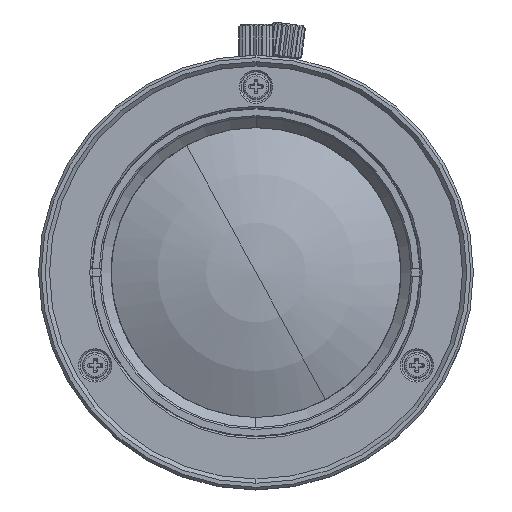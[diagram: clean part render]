
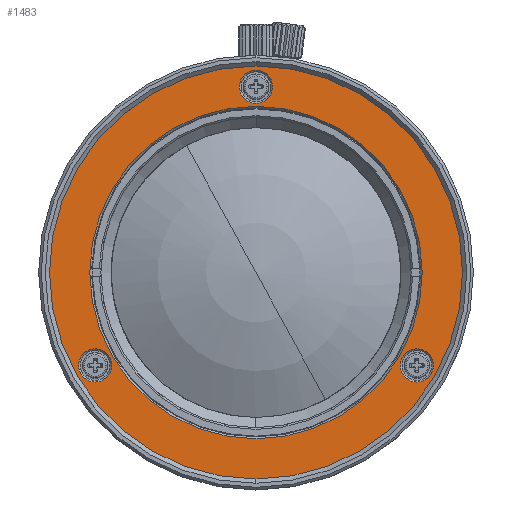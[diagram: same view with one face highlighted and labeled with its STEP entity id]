
A CAD part, top view. The second image highlights one B-rep face of the part: STEP entity #1483.
In plain terms, the highlighted planar face has unit normal (0, 0, 1).
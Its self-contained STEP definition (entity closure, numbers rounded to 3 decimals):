
#347=CARTESIAN_POINT('Axis2P3D Location',(0.,0.,88.445)) ;
#351=CARTESIAN_POINT('Vertex',(0.,24.5,88.445)) ;
#353=CARTESIAN_POINT('Vertex',(0.,-24.5,88.445)) ;
#382=CARTESIAN_POINT('Axis2P3D Location',(0.,0.,88.445)) ;
#410=CARTESIAN_POINT('Vertex',(0.,19.5,88.445)) ;
#413=CARTESIAN_POINT('Axis2P3D Location',(0.,0.,88.445)) ;
#417=CARTESIAN_POINT('Vertex',(0.,-19.5,88.445)) ;
#462=CARTESIAN_POINT('Axis2P3D Location',(0.,0.,88.445)) ;
#1271=CARTESIAN_POINT('Vertex',(20.829,-10.9,88.445)) ;
#1274=CARTESIAN_POINT('Axis2P3D Location',(18.879,-10.9,88.445)) ;
#1278=CARTESIAN_POINT('Vertex',(16.929,-10.9,88.445)) ;
#1298=CARTESIAN_POINT('Axis2P3D Location',(18.879,-10.9,88.445)) ;
#1362=CARTESIAN_POINT('Vertex',(-16.929,-10.9,88.445)) ;
#1365=CARTESIAN_POINT('Axis2P3D Location',(-18.879,-10.9,88.445)) ;
#1369=CARTESIAN_POINT('Vertex',(-20.829,-10.9,88.445)) ;
#1389=CARTESIAN_POINT('Axis2P3D Location',(-18.879,-10.9,88.445)) ;
#1444=CARTESIAN_POINT('Axis2P3D Location',(0.,24.5,88.445)) ;
#1453=CARTESIAN_POINT('Axis2P3D Location',(0.,21.8,88.445)) ;
#1457=CARTESIAN_POINT('Vertex',(-1.95,21.8,88.445)) ;
#1459=CARTESIAN_POINT('Vertex',(1.95,21.8,88.445)) ;
#1462=CARTESIAN_POINT('Axis2P3D Location',(0.,21.8,88.445)) ;
#348=DIRECTION('Axis2P3D Direction',(0.,0.,1.)) ;
#383=DIRECTION('Axis2P3D Direction',(0.,0.,1.)) ;
#414=DIRECTION('Axis2P3D Direction',(0.,0.,1.)) ;
#463=DIRECTION('Axis2P3D Direction',(0.,0.,1.)) ;
#1275=DIRECTION('Axis2P3D Direction',(0.,-0.,1.)) ;
#1299=DIRECTION('Axis2P3D Direction',(0.,0.,1.)) ;
#1366=DIRECTION('Axis2P3D Direction',(0.,0.,1.)) ;
#1390=DIRECTION('Axis2P3D Direction',(0.,-0.,1.)) ;
#1445=DIRECTION('Axis2P3D Direction',(0.,0.,1.)) ;
#1446=DIRECTION('Axis2P3D XDirection',(1.,0.,0.)) ;
#1454=DIRECTION('Axis2P3D Direction',(0.,0.,1.)) ;
#1463=DIRECTION('Axis2P3D Direction',(0.,0.,1.)) ;
#349=AXIS2_PLACEMENT_3D('Circle Axis2P3D',#347,#348,$) ;
#384=AXIS2_PLACEMENT_3D('Circle Axis2P3D',#382,#383,$) ;
#415=AXIS2_PLACEMENT_3D('Circle Axis2P3D',#413,#414,$) ;
#464=AXIS2_PLACEMENT_3D('Circle Axis2P3D',#462,#463,$) ;
#1276=AXIS2_PLACEMENT_3D('Circle Axis2P3D',#1274,#1275,$) ;
#1300=AXIS2_PLACEMENT_3D('Circle Axis2P3D',#1298,#1299,$) ;
#1367=AXIS2_PLACEMENT_3D('Circle Axis2P3D',#1365,#1366,$) ;
#1391=AXIS2_PLACEMENT_3D('Circle Axis2P3D',#1389,#1390,$) ;
#1447=AXIS2_PLACEMENT_3D('Plane Axis2P3D',#1444,#1445,#1446) ;
#1455=AXIS2_PLACEMENT_3D('Circle Axis2P3D',#1453,#1454,$) ;
#1464=AXIS2_PLACEMENT_3D('Circle Axis2P3D',#1462,#1463,$) ;
#1450=ORIENTED_EDGE('',*,*,#386,.T.) ;
#1451=ORIENTED_EDGE('',*,*,#355,.T.) ;
#1468=ORIENTED_EDGE('',*,*,#1461,.F.) ;
#1469=ORIENTED_EDGE('',*,*,#1466,.F.) ;
#1472=ORIENTED_EDGE('',*,*,#1393,.F.) ;
#1473=ORIENTED_EDGE('',*,*,#1371,.F.) ;
#1476=ORIENTED_EDGE('',*,*,#1302,.F.) ;
#1477=ORIENTED_EDGE('',*,*,#1280,.F.) ;
#1480=ORIENTED_EDGE('',*,*,#419,.F.) ;
#1481=ORIENTED_EDGE('',*,*,#466,.F.) ;
#1470=FACE_BOUND('',#1467,.T.) ;
#1474=FACE_BOUND('',#1471,.T.) ;
#1478=FACE_BOUND('',#1475,.T.) ;
#1482=FACE_BOUND('',#1479,.T.) ;
#1483=ADVANCED_FACE('\X2\FF8AFF9FFF70FF82\X0\ \X2\FF8EFF9EFF83FF9EFF68FF70\X0\',(#1452,#1470,#1474,#1478,#1482),#1448,.T.) ;
#350=CIRCLE('generated circle',#349,24.5) ;
#385=CIRCLE('generated circle',#384,24.5) ;
#416=CIRCLE('generated circle',#415,19.5) ;
#465=CIRCLE('generated circle',#464,19.5) ;
#1277=CIRCLE('generated circle',#1276,1.95) ;
#1301=CIRCLE('generated circle',#1300,1.95) ;
#1368=CIRCLE('generated circle',#1367,1.95) ;
#1392=CIRCLE('generated circle',#1391,1.95) ;
#1456=CIRCLE('generated circle',#1455,1.95) ;
#1465=CIRCLE('generated circle',#1464,1.95) ;
#355=EDGE_CURVE('',#352,#354,#350,.T.) ;
#386=EDGE_CURVE('',#354,#352,#385,.T.) ;
#419=EDGE_CURVE('',#411,#418,#416,.T.) ;
#466=EDGE_CURVE('',#418,#411,#465,.T.) ;
#1280=EDGE_CURVE('',#1272,#1279,#1277,.T.) ;
#1302=EDGE_CURVE('',#1279,#1272,#1301,.T.) ;
#1371=EDGE_CURVE('',#1363,#1370,#1368,.T.) ;
#1393=EDGE_CURVE('',#1370,#1363,#1392,.T.) ;
#1461=EDGE_CURVE('',#1458,#1460,#1456,.T.) ;
#1466=EDGE_CURVE('',#1460,#1458,#1465,.T.) ;
#1449=EDGE_LOOP('',(#1450,#1451)) ;
#1467=EDGE_LOOP('',(#1468,#1469)) ;
#1471=EDGE_LOOP('',(#1472,#1473)) ;
#1475=EDGE_LOOP('',(#1476,#1477)) ;
#1479=EDGE_LOOP('',(#1480,#1481)) ;
#1452=FACE_OUTER_BOUND('',#1449,.T.) ;
#1448=PLANE('',#1447) ;
#352=VERTEX_POINT('',#351) ;
#354=VERTEX_POINT('',#353) ;
#411=VERTEX_POINT('',#410) ;
#418=VERTEX_POINT('',#417) ;
#1272=VERTEX_POINT('',#1271) ;
#1279=VERTEX_POINT('',#1278) ;
#1363=VERTEX_POINT('',#1362) ;
#1370=VERTEX_POINT('',#1369) ;
#1458=VERTEX_POINT('',#1457) ;
#1460=VERTEX_POINT('',#1459) ;
